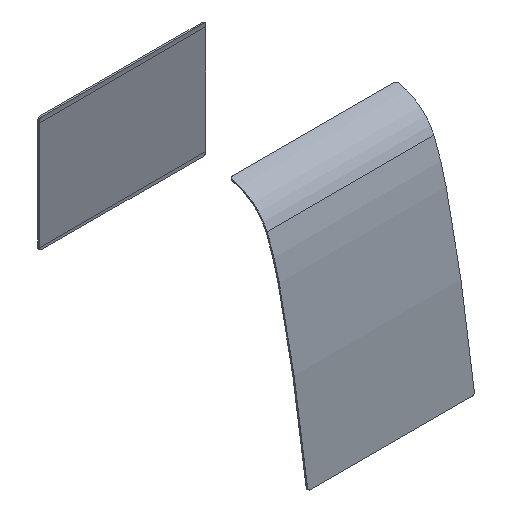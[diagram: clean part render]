
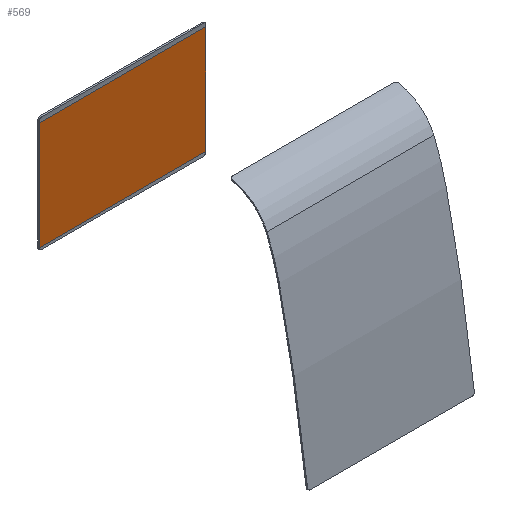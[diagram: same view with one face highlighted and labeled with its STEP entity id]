
A CAD part, isometric view. The second image highlights one B-rep face of the part: STEP entity #569.
In plain terms, the highlighted face is planar.
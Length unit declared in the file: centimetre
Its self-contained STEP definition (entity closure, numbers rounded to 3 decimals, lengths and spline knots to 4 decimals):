
#60 = CARTESIAN_POINT ( 'NONE',  ( 42.112, -138.2773, 121.2145 ) ) ;
#202 = CARTESIAN_POINT ( 'NONE',  ( -38.937, -138.2773, 146.8267 ) ) ;
#210 = DIRECTION ( 'NONE',  ( -1., 0., 0. ) ) ;
#280 = EDGE_LOOP ( 'NONE', ( #870, #1414, #1448, #1737 ) ) ;
#335 = LINE ( 'NONE', #1663, #1795 ) ;
#349 = DIRECTION ( 'NONE',  ( 0., 0., -1. ) ) ;
#368 = EDGE_CURVE ( 'NONE', #1722, #1879, #1634, .T. ) ;
#390 = CARTESIAN_POINT ( 'NONE',  ( -38.937, -138.2773, 171.6655 ) ) ;
#448 = VERTEX_POINT ( 'NONE', #390 ) ;
#482 = VECTOR ( 'NONE', #210, 100. ) ;
#490 = DIRECTION ( 'NONE',  ( 0., 0., 1. ) ) ;
#561 = VERTEX_POINT ( 'NONE', #1049 ) ;
#569 = ADVANCED_FACE ( 'NONE', ( #1643 ), #1359, .T. ) ;
#743 = DIRECTION ( 'NONE',  ( -1., 0., 0. ) ) ;
#870 = ORIENTED_EDGE ( 'NONE', *, *, #1612, .F. ) ;
#898 = CARTESIAN_POINT ( 'NONE',  ( 38.937, -138.2773, 146.8267 ) ) ;
#908 = CARTESIAN_POINT ( 'NONE',  ( 42.112, -138.2773, 171.6655 ) ) ;
#918 = DIRECTION ( 'NONE',  ( 0., 1., 0. ) ) ;
#934 = AXIS2_PLACEMENT_3D ( 'NONE', #908, #918, #490 ) ;
#1044 = DIRECTION ( 'NONE',  ( 0., 0., -1. ) ) ;
#1049 = CARTESIAN_POINT ( 'NONE',  ( -38.937, -138.2773, 121.2145 ) ) ;
#1135 = EDGE_CURVE ( 'NONE', #1879, #561, #1540, .T. ) ;
#1344 = CARTESIAN_POINT ( 'NONE',  ( 38.937, -138.2773, 121.2145 ) ) ;
#1359 = PLANE ( 'NONE',  #934 ) ;
#1414 = ORIENTED_EDGE ( 'NONE', *, *, #1848, .F. ) ;
#1448 = ORIENTED_EDGE ( 'NONE', *, *, #368, .T. ) ;
#1519 = LINE ( 'NONE', #202, #1526 ) ;
#1526 = VECTOR ( 'NONE', #1044, 100. ) ;
#1540 = LINE ( 'NONE', #60, #482 ) ;
#1612 = EDGE_CURVE ( 'NONE', #448, #561, #1519, .T. ) ;
#1634 = LINE ( 'NONE', #898, #1703 ) ;
#1643 = FACE_OUTER_BOUND ( 'NONE', #280, .T. ) ;
#1663 = CARTESIAN_POINT ( 'NONE',  ( 42.112, -138.2773, 171.6655 ) ) ;
#1703 = VECTOR ( 'NONE', #349, 100. ) ;
#1722 = VERTEX_POINT ( 'NONE', #1799 ) ;
#1737 = ORIENTED_EDGE ( 'NONE', *, *, #1135, .T. ) ;
#1795 = VECTOR ( 'NONE', #743, 100. ) ;
#1799 = CARTESIAN_POINT ( 'NONE',  ( 38.937, -138.2773, 171.6655 ) ) ;
#1848 = EDGE_CURVE ( 'NONE', #1722, #448, #335, .T. ) ;
#1879 = VERTEX_POINT ( 'NONE', #1344 ) ;
